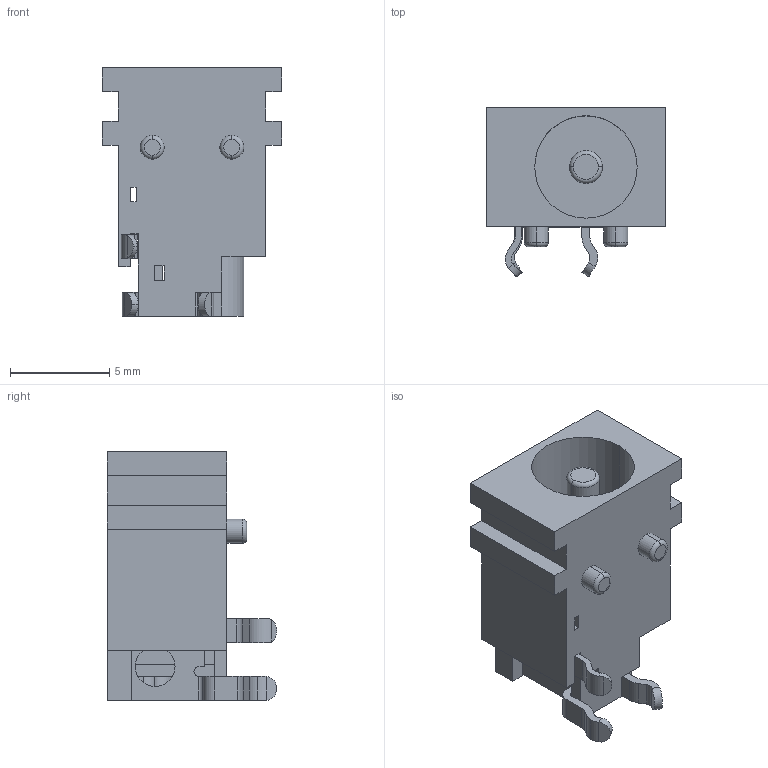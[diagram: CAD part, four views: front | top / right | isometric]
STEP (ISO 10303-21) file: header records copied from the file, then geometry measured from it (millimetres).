
FILE_DESCRIPTION (( 'STEP AP214' ), '1' );
FILE_NAME ('CUI_DEVICES_PJ-042H.step', '2019-10-20T23:25:21', ( '' ), ( '' ), 'SwSTEP 2.0', 'SolidWorks 2019', '' );
FILE_SCHEMA (( 'AUTOMOTIVE_DESIGN' ));
Length unit declared in the file: inch
Products named in the file (1): CUI_DEVICES_PJ-042H
Bounding box: 9 x 8.5 x 12.5 mm (x, y, z)
Volume: 350 mm3; surface area: 842.2 mm2
Topology: 4 solids, 4 shells, 151 faces, 410 edges, 269 vertices
Faces by surface type: plane 102, cylinder 43, torus 6
Entity records: 6232 total; most frequent: CARTESIAN_POINT 843, ORIENTED_EDGE 820, DIRECTION 818, EDGE_CURVE 410, LINE 298, VECTOR 298, VERTEX_POINT 269, AXIS2_PLACEMENT_3D 260
